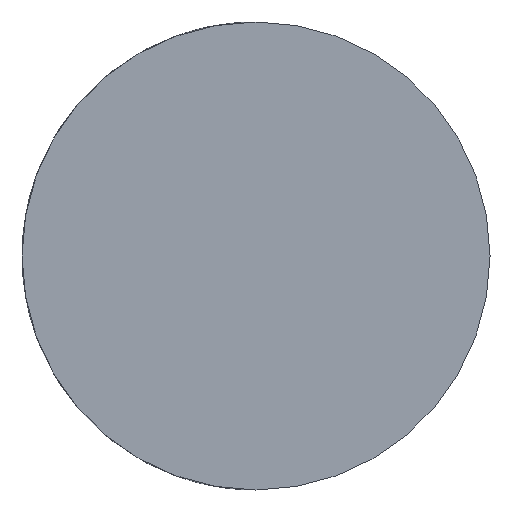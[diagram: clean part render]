
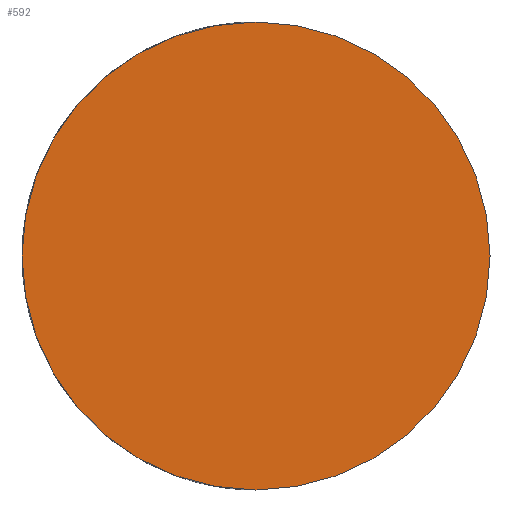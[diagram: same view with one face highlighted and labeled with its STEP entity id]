
A CAD part, left-side view. The second image highlights one B-rep face of the part: STEP entity #592.
In plain terms, the highlighted planar face has unit normal (-1, 0, 0).
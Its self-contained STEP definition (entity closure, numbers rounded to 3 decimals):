
#7 = EDGE_CURVE ( 'NONE', #208, #666, #81, .T. ) ;
#15 = EDGE_CURVE ( 'NONE', #666, #208, #113, .T. ) ;
#29 = FACE_OUTER_BOUND ( 'NONE', #800, .T. ) ;
#56 = DIRECTION ( 'NONE',  ( 0., 0., -1. ) ) ;
#81 = CIRCLE ( 'NONE', #814, 8. ) ;
#96 = DIRECTION ( 'NONE',  ( 0., 0., 1. ) ) ;
#113 = CIRCLE ( 'NONE', #436, 8. ) ;
#164 = ORIENTED_EDGE ( 'NONE', *, *, #15, .F. ) ;
#208 = VERTEX_POINT ( 'NONE', #370 ) ;
#342 = ORIENTED_EDGE ( 'NONE', *, *, #7, .F. ) ;
#370 = CARTESIAN_POINT ( 'NONE',  ( 0., 0., 8. ) ) ;
#417 = DIRECTION ( 'NONE',  ( 1., 0., 0. ) ) ;
#436 = AXIS2_PLACEMENT_3D ( 'NONE', #745, #481, #96 ) ;
#481 = DIRECTION ( 'NONE',  ( 1., 0., 0. ) ) ;
#512 = CARTESIAN_POINT ( 'NONE',  ( 0., 0., -8. ) ) ;
#540 = CARTESIAN_POINT ( 'NONE',  ( 0., 0., 0. ) ) ;
#592 = ADVANCED_FACE ( 'NONE', ( #29 ), #690, .F. ) ;
#602 = AXIS2_PLACEMENT_3D ( 'NONE', #829, #687, #56 ) ;
#666 = VERTEX_POINT ( 'NONE', #512 ) ;
#687 = DIRECTION ( 'NONE',  ( 1., 0., 0. ) ) ;
#690 = PLANE ( 'NONE',  #602 ) ;
#741 = DIRECTION ( 'NONE',  ( 0., 0., 1. ) ) ;
#745 = CARTESIAN_POINT ( 'NONE',  ( 0., 0., 0. ) ) ;
#800 = EDGE_LOOP ( 'NONE', ( #342, #164 ) ) ;
#814 = AXIS2_PLACEMENT_3D ( 'NONE', #540, #417, #741 ) ;
#829 = CARTESIAN_POINT ( 'NONE',  ( 0., 0., -8. ) ) ;
